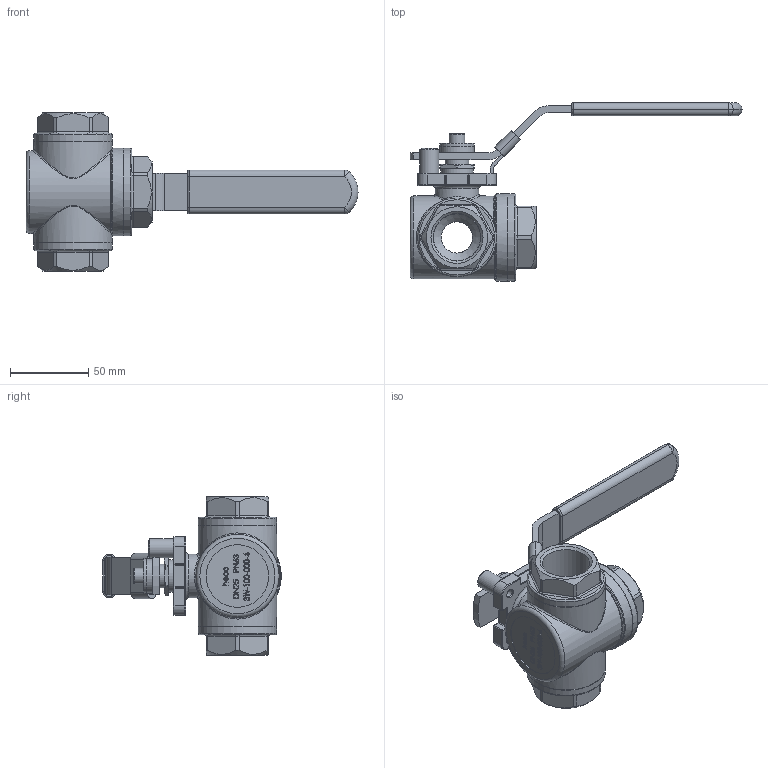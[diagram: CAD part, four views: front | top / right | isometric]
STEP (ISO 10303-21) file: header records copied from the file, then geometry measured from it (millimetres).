
FILE_DESCRIPTION (( 'STEP AP214' ), '1' );
FILE_NAME ('3W-100-000-4 3-Wege Kugelhahn heco step214.STEP', '2011-12-12T10:18:33', ( 'test' ), ( '' ), 'SwSTEP 2.0', 'SolidWorks 2011', '' );
FILE_SCHEMA (( 'AUTOMOTIVE_DESIGN' ));
Length unit declared in the file: millimetre
Products named in the file (1): 3W-100-000-4 3-Wege Kugelhahn heco step214
Bounding box: 212 x 114 x 101 mm (x, y, z)
Volume: 251697.1 mm3; surface area: 57270.4 mm2
Topology: 1 solids, 1 shells, 712 faces, 1772 edges, 1101 vertices
Faces by surface type: plane 265, bspline 191, cylinder 144, torus 58, cone 30, sphere 24
Full cylindrical faces by diameter (mm): 5 x4, 10 x1, 12 x1, 15 x1, 20 x2, 20.8 x1, 22 x1, 22.2 x1, 28 x1, 30.29 x3, 40 x1, 50 x4, 53 x1, 56 x2
Entity records: 40881 total; most frequent: CARTESIAN_POINT 17742, ORIENTED_EDGE 3366, DIRECTION 2621, EDGE_CURVE 1683, VERTEX_POINT 1089, AXIS2_PLACEMENT_3D 884, VECTOR 853, LINE 853
